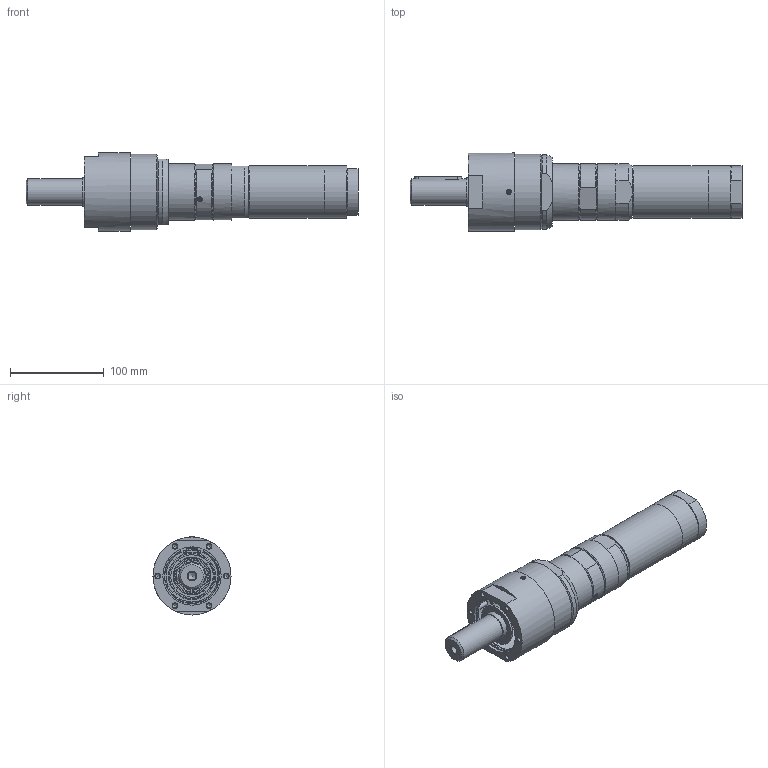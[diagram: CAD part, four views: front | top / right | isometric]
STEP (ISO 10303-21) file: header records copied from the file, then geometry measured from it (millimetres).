
FILE_DESCRIPTION(/* description */ (''),/* implementation_level */ '2;1');
FILE_NAME(/* name */ 'MRD 55-16_60010017.stp',/* time_stamp */ '2018-11-23T09:35:24+01:00',/* author */ ('flambert'),/* organization */ (''),/* preprocessor_version */ 'ST-DEVELOPER v17',/* originating_system */ 'Autodesk Inventor 2018',/* authorisation */ '');
FILE_SCHEMA (('AUTOMOTIVE_DESIGN { 1 0 10303 214 3 1 1 }'));
Length unit declared in the file: millimetre
Products named in the file (1): MRD 55-16_60010017
Bounding box: 353.2 x 83 x 83 mm (x, y, z)
Volume: 999674.5 mm3; surface area: 100072.9 mm2
Topology: 1 solids, 16 shells, 338 faces, 869 edges, 588 vertices
Faces by surface type: plane 168, cylinder 98, cone 51, torus 10, bspline 7, sphere 4
Full cylindrical faces by diameter (mm): 1.55 x4, 2.5 x2, 3.3 x1, 3.6 x2, 4 x4, 4.917 x6, 5 x2, 5.5 x2, 8.376 x1, 11.445 x1, 14.95 x1, 28 x1, 30 x3, 36.5 x1, 38 x1, 40 x1, 45 x1, 48.178 x1, 56 x2, 60 x2, 62 x2, 65 x1, 67 x1, 67.4 x1, 68.178 x1, 68.376 x1, 70 x1, 80 x1, 83 x1
Entity records: 11103 total; most frequent: CARTESIAN_POINT 2200, DIRECTION 1860, ORIENTED_EDGE 1722, EDGE_CURVE 861, AXIS2_PLACEMENT_3D 731, VERTEX_POINT 588, CIRCLE 399, LINE 398
